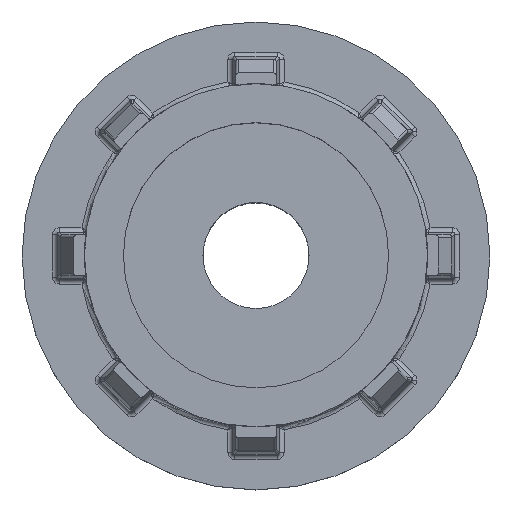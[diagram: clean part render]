
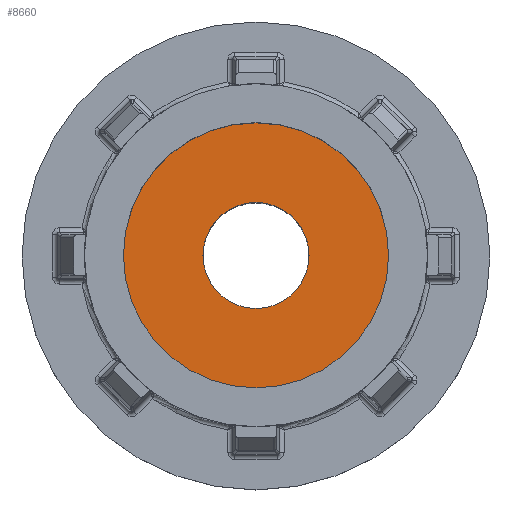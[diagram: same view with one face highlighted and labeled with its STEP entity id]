
A CAD part, top view. The second image highlights one B-rep face of the part: STEP entity #8660.
In plain terms, the highlighted planar face has unit normal (0, 0, 1).
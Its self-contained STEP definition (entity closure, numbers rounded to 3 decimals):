
#195 = EDGE_CURVE ( 'NONE', #4920, #5370, #9123, .T. ) ;
#258 = CARTESIAN_POINT ( 'NONE',  ( 3.4, 0., 25. ) ) ;
#1319 = CARTESIAN_POINT ( 'NONE',  ( -8.5, 0., 25. ) ) ;
#1463 = VERTEX_POINT ( 'NONE', #7210 ) ;
#1617 = PLANE ( 'NONE',  #6714 ) ;
#1680 = FACE_BOUND ( 'NONE', #2859, .T. ) ;
#1691 = VERTEX_POINT ( 'NONE', #1319 ) ;
#1737 = ORIENTED_EDGE ( 'NONE', *, *, #195, .T. ) ;
#2104 = CIRCLE ( 'NONE', #3242, 8.5 ) ;
#2314 = ORIENTED_EDGE ( 'NONE', *, *, #3407, .T. ) ;
#2566 = DIRECTION ( 'NONE',  ( 0., 0., 1. ) ) ;
#2734 = DIRECTION ( 'NONE',  ( 0., 0., -1. ) ) ;
#2859 = EDGE_LOOP ( 'NONE', ( #1737, #2314 ) ) ;
#3053 = CARTESIAN_POINT ( 'NONE',  ( -3.4, 0., 25. ) ) ;
#3242 = AXIS2_PLACEMENT_3D ( 'NONE', #4504, #10058, #5367 ) ;
#3407 = EDGE_CURVE ( 'NONE', #5370, #4920, #4313, .T. ) ;
#3526 = CARTESIAN_POINT ( 'NONE',  ( 0., 0., 25. ) ) ;
#4105 = EDGE_LOOP ( 'NONE', ( #4214, #6432 ) ) ;
#4121 = EDGE_CURVE ( 'NONE', #1691, #1463, #10034, .T. ) ;
#4214 = ORIENTED_EDGE ( 'NONE', *, *, #8231, .T. ) ;
#4313 = CIRCLE ( 'NONE', #5898, 3.4 ) ;
#4401 = DIRECTION ( 'NONE',  ( 1., 0., 0. ) ) ;
#4421 = DIRECTION ( 'NONE',  ( 1., 0., 0. ) ) ;
#4422 = DIRECTION ( 'NONE',  ( 0., 0., -1. ) ) ;
#4425 = CARTESIAN_POINT ( 'NONE',  ( 0., 0., 25. ) ) ;
#4504 = CARTESIAN_POINT ( 'NONE',  ( 0., 0., 25. ) ) ;
#4739 = AXIS2_PLACEMENT_3D ( 'NONE', #3526, #9223, #4421 ) ;
#4920 = VERTEX_POINT ( 'NONE', #3053 ) ;
#5367 = DIRECTION ( 'NONE',  ( 1., 0., 0. ) ) ;
#5370 = VERTEX_POINT ( 'NONE', #258 ) ;
#5898 = AXIS2_PLACEMENT_3D ( 'NONE', #7707, #2734, #8503 ) ;
#6049 = FACE_OUTER_BOUND ( 'NONE', #4105, .T. ) ;
#6432 = ORIENTED_EDGE ( 'NONE', *, *, #4121, .T. ) ;
#6714 = AXIS2_PLACEMENT_3D ( 'NONE', #7555, #2566, #8351 ) ;
#7210 = CARTESIAN_POINT ( 'NONE',  ( 8.5, 0., 25. ) ) ;
#7555 = CARTESIAN_POINT ( 'NONE',  ( 0., 0., 25. ) ) ;
#7707 = CARTESIAN_POINT ( 'NONE',  ( 0., 0., 25. ) ) ;
#8231 = EDGE_CURVE ( 'NONE', #1463, #1691, #2104, .T. ) ;
#8351 = DIRECTION ( 'NONE',  ( 1., 0., 0. ) ) ;
#8503 = DIRECTION ( 'NONE',  ( 1., 0., 0. ) ) ;
#8660 = ADVANCED_FACE ( 'NONE', ( #6049, #1680 ), #1617, .T. ) ;
#9123 = CIRCLE ( 'NONE', #10702, 3.4 ) ;
#9223 = DIRECTION ( 'NONE',  ( 0., 0., 1. ) ) ;
#10034 = CIRCLE ( 'NONE', #4739, 8.5 ) ;
#10058 = DIRECTION ( 'NONE',  ( 0., 0., 1. ) ) ;
#10702 = AXIS2_PLACEMENT_3D ( 'NONE', #4425, #4422, #4401 ) ;
